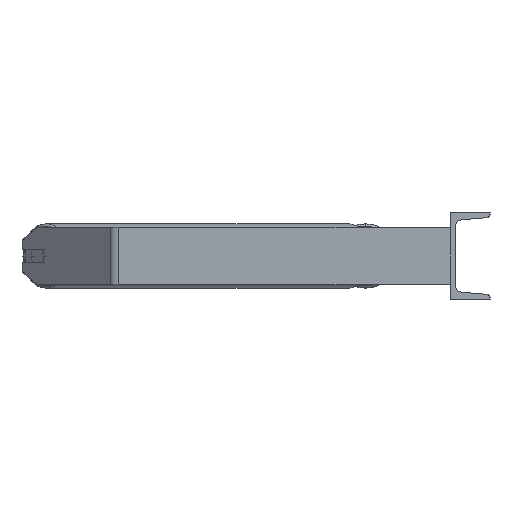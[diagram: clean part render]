
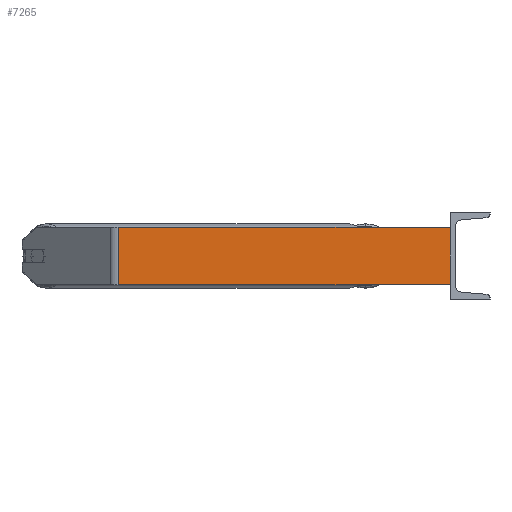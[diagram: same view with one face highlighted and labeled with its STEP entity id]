
A CAD part, left-side view. The second image highlights one B-rep face of the part: STEP entity #7265.
In plain terms, the highlighted planar face has unit normal (-1, 0, 0).
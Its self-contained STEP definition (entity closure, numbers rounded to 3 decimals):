
#181 = EDGE_CURVE ( 'NONE', #2416, #3875, #8411, .T. ) ;
#774 = LINE ( 'NONE', #5517, #8418 ) ;
#1147 = VECTOR ( 'NONE', #3235, 1000. ) ;
#1356 = AXIS2_PLACEMENT_3D ( 'NONE', #2926, #6912, #6252 ) ;
#1513 = CARTESIAN_POINT ( 'NONE',  ( -885., 458.57, 40. ) ) ;
#1743 = EDGE_CURVE ( 'NONE', #3875, #5764, #774, .T. ) ;
#2416 = VERTEX_POINT ( 'NONE', #1513 ) ;
#2926 = CARTESIAN_POINT ( 'NONE',  ( -885., 465.197, 40. ) ) ;
#2971 = VECTOR ( 'NONE', #8099, 1000. ) ;
#3235 = DIRECTION ( 'NONE',  ( 0., 0., -1. ) ) ;
#3310 = VERTEX_POINT ( 'NONE', #7120 ) ;
#3848 = ORIENTED_EDGE ( 'NONE', *, *, #5641, .F. ) ;
#3875 = VERTEX_POINT ( 'NONE', #6368 ) ;
#4129 = DIRECTION ( 'NONE',  ( 0., 0., -1. ) ) ;
#4217 = FACE_OUTER_BOUND ( 'NONE', #4261, .T. ) ;
#4261 = EDGE_LOOP ( 'NONE', ( #4653, #3848, #7241, #8509 ) ) ;
#4546 = LINE ( 'NONE', #7956, #2971 ) ;
#4653 = ORIENTED_EDGE ( 'NONE', *, *, #1743, .T. ) ;
#4907 = CARTESIAN_POINT ( 'NONE',  ( -885., 458.57, 40. ) ) ;
#5276 = LINE ( 'NONE', #8030, #1147 ) ;
#5517 = CARTESIAN_POINT ( 'NONE',  ( -885., 465.197, -40. ) ) ;
#5641 = EDGE_CURVE ( 'NONE', #3310, #5764, #5276, .T. ) ;
#5716 = CARTESIAN_POINT ( 'NONE',  ( -885., 0., -40. ) ) ;
#5764 = VERTEX_POINT ( 'NONE', #5716 ) ;
#6252 = DIRECTION ( 'NONE',  ( 0., 1., 0. ) ) ;
#6368 = CARTESIAN_POINT ( 'NONE',  ( -885., 458.57, -40. ) ) ;
#6912 = DIRECTION ( 'NONE',  ( 1., 0., 0. ) ) ;
#7120 = CARTESIAN_POINT ( 'NONE',  ( -885., 0., 40. ) ) ;
#7241 = ORIENTED_EDGE ( 'NONE', *, *, #8515, .F. ) ;
#7265 = ADVANCED_FACE ( 'NONE', ( #4217 ), #8326, .F. ) ;
#7533 = VECTOR ( 'NONE', #4129, 1000. ) ;
#7718 = DIRECTION ( 'NONE',  ( 0., -1., 0. ) ) ;
#7956 = CARTESIAN_POINT ( 'NONE',  ( -885., 465.197, 40. ) ) ;
#8030 = CARTESIAN_POINT ( 'NONE',  ( -885., 0., 40. ) ) ;
#8099 = DIRECTION ( 'NONE',  ( 0., -1., 0. ) ) ;
#8326 = PLANE ( 'NONE',  #1356 ) ;
#8411 = LINE ( 'NONE', #4907, #7533 ) ;
#8418 = VECTOR ( 'NONE', #7718, 1000. ) ;
#8509 = ORIENTED_EDGE ( 'NONE', *, *, #181, .T. ) ;
#8515 = EDGE_CURVE ( 'NONE', #2416, #3310, #4546, .T. ) ;
